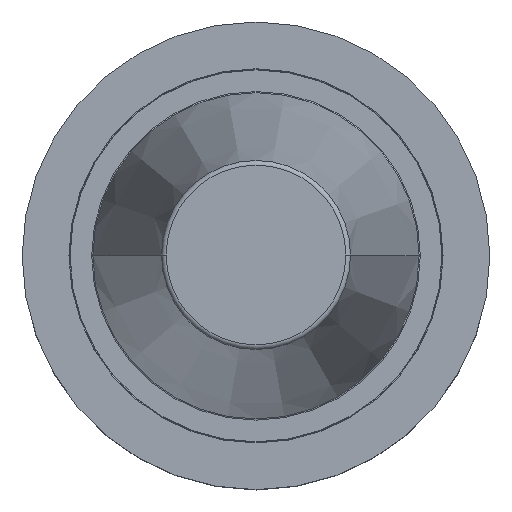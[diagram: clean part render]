
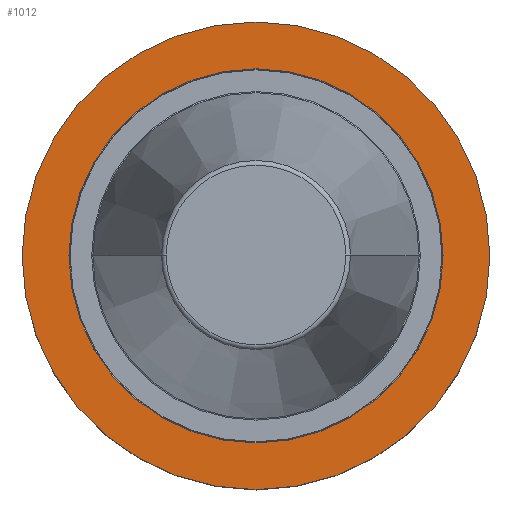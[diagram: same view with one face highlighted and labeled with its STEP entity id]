
A CAD part, top view. The second image highlights one B-rep face of the part: STEP entity #1012.
In plain terms, the highlighted planar face has unit normal (0, 0, 1).
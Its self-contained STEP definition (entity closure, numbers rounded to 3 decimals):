
#113=CARTESIAN_POINT('',(0.,0.,0.));
#114=DIRECTION('',(0.,0.,-1.));
#115=DIRECTION('',(1.,0.,0.));
#116=AXIS2_PLACEMENT_3D('',#113,#114,#115);
#121=CARTESIAN_POINT('',(0.,0.,0.));
#122=DIRECTION('',(0.,0.,1.));
#123=DIRECTION('',(1.,0.,0.));
#124=AXIS2_PLACEMENT_3D('',#121,#122,#123);
#129=CARTESIAN_POINT('',(0.,0.,0.));
#130=DIRECTION('',(0.,0.,1.));
#131=DIRECTION('',(1.,0.,0.));
#132=AXIS2_PLACEMENT_3D('',#129,#130,#131);
#137=CARTESIAN_POINT('',(0.,0.,0.));
#138=DIRECTION('',(0.,0.,1.));
#139=DIRECTION('',(-1.,0.,0.));
#140=AXIS2_PLACEMENT_3D('',#137,#138,#139);
#837=CARTESIAN_POINT('',(50.,0.,0.));
#838=CARTESIAN_POINT('',(-50.,0.,0.));
#839=VERTEX_POINT('',#837);
#840=VERTEX_POINT('',#838);
#901=CARTESIAN_POINT('',(40.,0.,0.));
#902=CARTESIAN_POINT('',(-40.,0.,0.));
#903=VERTEX_POINT('',#901);
#904=VERTEX_POINT('',#902);
#997=CARTESIAN_POINT('',(0.,0.,0.));
#998=DIRECTION('',(0.,0.,-1.));
#999=DIRECTION('',(-1.,0.,0.));
#1000=AXIS2_PLACEMENT_3D('',#997,#998,#999);
#1001=PLANE('',#1000);
#1002=ORIENTED_EDGE('',*,*,#918,.T.);
#1003=ORIENTED_EDGE('',*,*,#977,.F.);
#1004=EDGE_LOOP('',(#1002,#1003));
#1005=FACE_OUTER_BOUND('',#1004,.F.);
#1007=ORIENTED_EDGE('',*,*,#1006,.T.);
#1009=ORIENTED_EDGE('',*,*,#1008,.T.);
#1010=EDGE_LOOP('',(#1007,#1009));
#1011=FACE_BOUND('',#1010,.F.);
#1012=ADVANCED_FACE('',(#1005,#1011),#1001,.F.);
#117=CIRCLE('',#116,50.);
#125=CIRCLE('',#124,50.);
#133=CIRCLE('',#132,40.);
#141=CIRCLE('',#140,40.);
#918=EDGE_CURVE('',#839,#840,#117,.T.);
#977=EDGE_CURVE('',#839,#840,#125,.T.);
#1006=EDGE_CURVE('',#903,#904,#133,.T.);
#1008=EDGE_CURVE('',#904,#903,#141,.T.);
